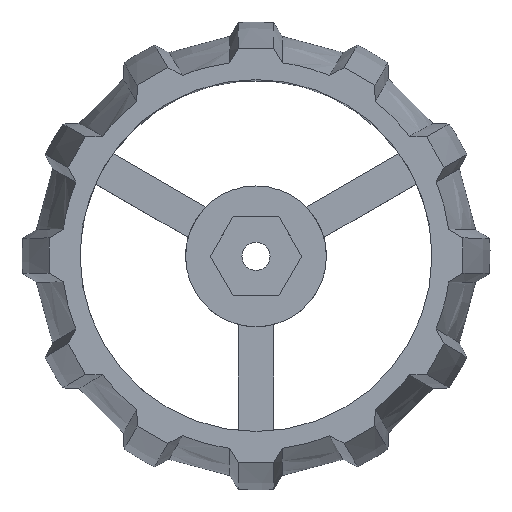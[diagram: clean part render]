
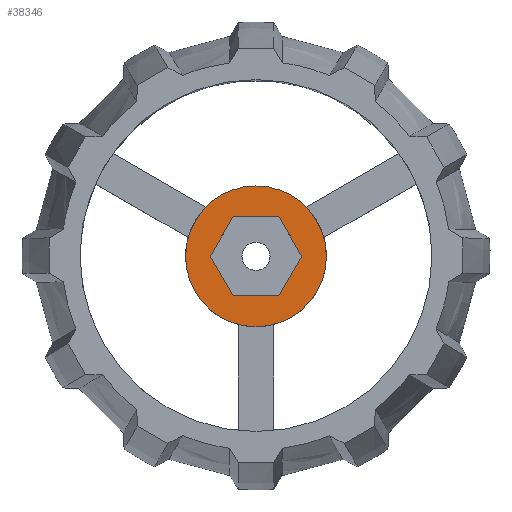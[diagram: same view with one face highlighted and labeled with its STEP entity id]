
A CAD part, top view. The second image highlights one B-rep face of the part: STEP entity #38346.
In plain terms, the highlighted planar face has unit normal (0, 0, 1).
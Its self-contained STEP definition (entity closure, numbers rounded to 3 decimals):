
#2155 = CYLINDRICAL_SURFACE('',#2156,8.);
#2156 = AXIS2_PLACEMENT_3D('',#2157,#2158,#2159);
#2157 = CARTESIAN_POINT('',(0.,0.,0.));
#2158 = DIRECTION('',(0.,0.,1.));
#2159 = DIRECTION('',(1.,0.,0.));
#37679 = VERTEX_POINT('',#37680);
#37680 = CARTESIAN_POINT('',(8.,0.,9.));
#37701 = EDGE_CURVE('',#37679,#37679,#37702,.T.);
#37702 = SURFACE_CURVE('',#37703,(#37708,#37715),.PCURVE_S1.);
#37703 = CIRCLE('',#37704,8.);
#37704 = AXIS2_PLACEMENT_3D('',#37705,#37706,#37707);
#37705 = CARTESIAN_POINT('',(0.,0.,9.));
#37706 = DIRECTION('',(0.,0.,-1.));
#37707 = DIRECTION('',(1.,0.,0.));
#37708 = PCURVE('',#2155,#37709);
#37709 = DEFINITIONAL_REPRESENTATION('',(#37710),#37714);
#37710 = LINE('',#37711,#37712);
#37711 = CARTESIAN_POINT('',(-0.,9.));
#37712 = VECTOR('',#37713,1.);
#37713 = DIRECTION('',(-1.,0.));
#37714 = ( GEOMETRIC_REPRESENTATION_CONTEXT(2) 
PARAMETRIC_REPRESENTATION_CONTEXT() REPRESENTATION_CONTEXT('2D SPACE',''
  ) );
#37715 = PCURVE('',#37716,#37721);
#37716 = PLANE('',#37717);
#37717 = AXIS2_PLACEMENT_3D('',#37718,#37719,#37720);
#37718 = CARTESIAN_POINT('',(0.,0.,9.));
#37719 = DIRECTION('',(0.,0.,-1.));
#37720 = DIRECTION('',(1.,0.,0.));
#37721 = DEFINITIONAL_REPRESENTATION('',(#37722),#37726);
#37722 = CIRCLE('',#37723,8.);
#37723 = AXIS2_PLACEMENT_2D('',#37724,#37725);
#37724 = CARTESIAN_POINT('',(0.,0.));
#37725 = DIRECTION('',(1.,0.));
#37726 = ( GEOMETRIC_REPRESENTATION_CONTEXT(2) 
PARAMETRIC_REPRESENTATION_CONTEXT() REPRESENTATION_CONTEXT('2D SPACE',''
  ) );
#38346 = ADVANCED_FACE('',(#38347,#38350),#37716,.F.);
#38347 = FACE_BOUND('',#38348,.F.);
#38348 = EDGE_LOOP('',(#38349));
#38349 = ORIENTED_EDGE('',*,*,#37701,.T.);
#38350 = FACE_BOUND('',#38351,.F.);
#38351 = EDGE_LOOP('',(#38352,#38382,#38410,#38438,#38466,#38494));
#38352 = ORIENTED_EDGE('',*,*,#38353,.T.);
#38353 = EDGE_CURVE('',#38354,#38356,#38358,.T.);
#38354 = VERTEX_POINT('',#38355);
#38355 = CARTESIAN_POINT('',(-2.6,-4.503,9.));
#38356 = VERTEX_POINT('',#38357);
#38357 = CARTESIAN_POINT('',(2.6,-4.503,9.));
#38358 = SURFACE_CURVE('',#38359,(#38363,#38370),.PCURVE_S1.);
#38359 = LINE('',#38360,#38361);
#38360 = CARTESIAN_POINT('',(-2.6,-4.503,9.));
#38361 = VECTOR('',#38362,1.);
#38362 = DIRECTION('',(1.,0.,0.));
#38363 = PCURVE('',#37716,#38364);
#38364 = DEFINITIONAL_REPRESENTATION('',(#38365),#38369);
#38365 = LINE('',#38366,#38367);
#38366 = CARTESIAN_POINT('',(-2.6,4.503));
#38367 = VECTOR('',#38368,1.);
#38368 = DIRECTION('',(1.,0.));
#38369 = ( GEOMETRIC_REPRESENTATION_CONTEXT(2) 
PARAMETRIC_REPRESENTATION_CONTEXT() REPRESENTATION_CONTEXT('2D SPACE',''
  ) );
#38370 = PCURVE('',#38371,#38376);
#38371 = PLANE('',#38372);
#38372 = AXIS2_PLACEMENT_3D('',#38373,#38374,#38375);
#38373 = CARTESIAN_POINT('',(-2.6,-4.503,9.));
#38374 = DIRECTION('',(0.,-1.,0.));
#38375 = DIRECTION('',(1.,0.,0.));
#38376 = DEFINITIONAL_REPRESENTATION('',(#38377),#38381);
#38377 = LINE('',#38378,#38379);
#38378 = CARTESIAN_POINT('',(0.,0.));
#38379 = VECTOR('',#38380,1.);
#38380 = DIRECTION('',(1.,0.));
#38381 = ( GEOMETRIC_REPRESENTATION_CONTEXT(2) 
PARAMETRIC_REPRESENTATION_CONTEXT() REPRESENTATION_CONTEXT('2D SPACE',''
  ) );
#38382 = ORIENTED_EDGE('',*,*,#38383,.T.);
#38383 = EDGE_CURVE('',#38356,#38384,#38386,.T.);
#38384 = VERTEX_POINT('',#38385);
#38385 = CARTESIAN_POINT('',(5.2,0.,9.));
#38386 = SURFACE_CURVE('',#38387,(#38391,#38398),.PCURVE_S1.);
#38387 = LINE('',#38388,#38389);
#38388 = CARTESIAN_POINT('',(2.6,-4.503,9.));
#38389 = VECTOR('',#38390,1.);
#38390 = DIRECTION('',(0.5,0.866,0.));
#38391 = PCURVE('',#37716,#38392);
#38392 = DEFINITIONAL_REPRESENTATION('',(#38393),#38397);
#38393 = LINE('',#38394,#38395);
#38394 = CARTESIAN_POINT('',(2.6,4.503));
#38395 = VECTOR('',#38396,1.);
#38396 = DIRECTION('',(0.5,-0.866));
#38397 = ( GEOMETRIC_REPRESENTATION_CONTEXT(2) 
PARAMETRIC_REPRESENTATION_CONTEXT() REPRESENTATION_CONTEXT('2D SPACE',''
  ) );
#38398 = PCURVE('',#38399,#38404);
#38399 = PLANE('',#38400);
#38400 = AXIS2_PLACEMENT_3D('',#38401,#38402,#38403);
#38401 = CARTESIAN_POINT('',(2.6,-4.503,9.));
#38402 = DIRECTION('',(0.866,-0.5,0.));
#38403 = DIRECTION('',(0.5,0.866,0.));
#38404 = DEFINITIONAL_REPRESENTATION('',(#38405),#38409);
#38405 = LINE('',#38406,#38407);
#38406 = CARTESIAN_POINT('',(0.,0.));
#38407 = VECTOR('',#38408,1.);
#38408 = DIRECTION('',(1.,0.));
#38409 = ( GEOMETRIC_REPRESENTATION_CONTEXT(2) 
PARAMETRIC_REPRESENTATION_CONTEXT() REPRESENTATION_CONTEXT('2D SPACE',''
  ) );
#38410 = ORIENTED_EDGE('',*,*,#38411,.T.);
#38411 = EDGE_CURVE('',#38384,#38412,#38414,.T.);
#38412 = VERTEX_POINT('',#38413);
#38413 = CARTESIAN_POINT('',(2.6,4.503,9.));
#38414 = SURFACE_CURVE('',#38415,(#38419,#38426),.PCURVE_S1.);
#38415 = LINE('',#38416,#38417);
#38416 = CARTESIAN_POINT('',(5.2,0.,9.));
#38417 = VECTOR('',#38418,1.);
#38418 = DIRECTION('',(-0.5,0.866,0.));
#38419 = PCURVE('',#37716,#38420);
#38420 = DEFINITIONAL_REPRESENTATION('',(#38421),#38425);
#38421 = LINE('',#38422,#38423);
#38422 = CARTESIAN_POINT('',(5.2,0.));
#38423 = VECTOR('',#38424,1.);
#38424 = DIRECTION('',(-0.5,-0.866));
#38425 = ( GEOMETRIC_REPRESENTATION_CONTEXT(2) 
PARAMETRIC_REPRESENTATION_CONTEXT() REPRESENTATION_CONTEXT('2D SPACE',''
  ) );
#38426 = PCURVE('',#38427,#38432);
#38427 = PLANE('',#38428);
#38428 = AXIS2_PLACEMENT_3D('',#38429,#38430,#38431);
#38429 = CARTESIAN_POINT('',(5.2,0.,9.));
#38430 = DIRECTION('',(0.866,0.5,0.));
#38431 = DIRECTION('',(-0.5,0.866,0.));
#38432 = DEFINITIONAL_REPRESENTATION('',(#38433),#38437);
#38433 = LINE('',#38434,#38435);
#38434 = CARTESIAN_POINT('',(0.,0.));
#38435 = VECTOR('',#38436,1.);
#38436 = DIRECTION('',(1.,0.));
#38437 = ( GEOMETRIC_REPRESENTATION_CONTEXT(2) 
PARAMETRIC_REPRESENTATION_CONTEXT() REPRESENTATION_CONTEXT('2D SPACE',''
  ) );
#38438 = ORIENTED_EDGE('',*,*,#38439,.T.);
#38439 = EDGE_CURVE('',#38412,#38440,#38442,.T.);
#38440 = VERTEX_POINT('',#38441);
#38441 = CARTESIAN_POINT('',(-2.6,4.503,9.));
#38442 = SURFACE_CURVE('',#38443,(#38447,#38454),.PCURVE_S1.);
#38443 = LINE('',#38444,#38445);
#38444 = CARTESIAN_POINT('',(2.6,4.503,9.));
#38445 = VECTOR('',#38446,1.);
#38446 = DIRECTION('',(-1.,0.,0.));
#38447 = PCURVE('',#37716,#38448);
#38448 = DEFINITIONAL_REPRESENTATION('',(#38449),#38453);
#38449 = LINE('',#38450,#38451);
#38450 = CARTESIAN_POINT('',(2.6,-4.503));
#38451 = VECTOR('',#38452,1.);
#38452 = DIRECTION('',(-1.,0.));
#38453 = ( GEOMETRIC_REPRESENTATION_CONTEXT(2) 
PARAMETRIC_REPRESENTATION_CONTEXT() REPRESENTATION_CONTEXT('2D SPACE',''
  ) );
#38454 = PCURVE('',#38455,#38460);
#38455 = PLANE('',#38456);
#38456 = AXIS2_PLACEMENT_3D('',#38457,#38458,#38459);
#38457 = CARTESIAN_POINT('',(2.6,4.503,9.));
#38458 = DIRECTION('',(-0.,1.,0.));
#38459 = DIRECTION('',(-1.,0.,0.));
#38460 = DEFINITIONAL_REPRESENTATION('',(#38461),#38465);
#38461 = LINE('',#38462,#38463);
#38462 = CARTESIAN_POINT('',(0.,0.));
#38463 = VECTOR('',#38464,1.);
#38464 = DIRECTION('',(1.,0.));
#38465 = ( GEOMETRIC_REPRESENTATION_CONTEXT(2) 
PARAMETRIC_REPRESENTATION_CONTEXT() REPRESENTATION_CONTEXT('2D SPACE',''
  ) );
#38466 = ORIENTED_EDGE('',*,*,#38467,.T.);
#38467 = EDGE_CURVE('',#38440,#38468,#38470,.T.);
#38468 = VERTEX_POINT('',#38469);
#38469 = CARTESIAN_POINT('',(-5.2,0.,9.));
#38470 = SURFACE_CURVE('',#38471,(#38475,#38482),.PCURVE_S1.);
#38471 = LINE('',#38472,#38473);
#38472 = CARTESIAN_POINT('',(-2.6,4.503,9.));
#38473 = VECTOR('',#38474,1.);
#38474 = DIRECTION('',(-0.5,-0.866,0.));
#38475 = PCURVE('',#37716,#38476);
#38476 = DEFINITIONAL_REPRESENTATION('',(#38477),#38481);
#38477 = LINE('',#38478,#38479);
#38478 = CARTESIAN_POINT('',(-2.6,-4.503));
#38479 = VECTOR('',#38480,1.);
#38480 = DIRECTION('',(-0.5,0.866));
#38481 = ( GEOMETRIC_REPRESENTATION_CONTEXT(2) 
PARAMETRIC_REPRESENTATION_CONTEXT() REPRESENTATION_CONTEXT('2D SPACE',''
  ) );
#38482 = PCURVE('',#38483,#38488);
#38483 = PLANE('',#38484);
#38484 = AXIS2_PLACEMENT_3D('',#38485,#38486,#38487);
#38485 = CARTESIAN_POINT('',(-2.6,4.503,9.));
#38486 = DIRECTION('',(-0.866,0.5,0.));
#38487 = DIRECTION('',(-0.5,-0.866,0.));
#38488 = DEFINITIONAL_REPRESENTATION('',(#38489),#38493);
#38489 = LINE('',#38490,#38491);
#38490 = CARTESIAN_POINT('',(0.,0.));
#38491 = VECTOR('',#38492,1.);
#38492 = DIRECTION('',(1.,0.));
#38493 = ( GEOMETRIC_REPRESENTATION_CONTEXT(2) 
PARAMETRIC_REPRESENTATION_CONTEXT() REPRESENTATION_CONTEXT('2D SPACE',''
  ) );
#38494 = ORIENTED_EDGE('',*,*,#38495,.T.);
#38495 = EDGE_CURVE('',#38468,#38354,#38496,.T.);
#38496 = SURFACE_CURVE('',#38497,(#38501,#38508),.PCURVE_S1.);
#38497 = LINE('',#38498,#38499);
#38498 = CARTESIAN_POINT('',(-5.2,0.,9.));
#38499 = VECTOR('',#38500,1.);
#38500 = DIRECTION('',(0.5,-0.866,0.));
#38501 = PCURVE('',#37716,#38502);
#38502 = DEFINITIONAL_REPRESENTATION('',(#38503),#38507);
#38503 = LINE('',#38504,#38505);
#38504 = CARTESIAN_POINT('',(-5.2,0.));
#38505 = VECTOR('',#38506,1.);
#38506 = DIRECTION('',(0.5,0.866));
#38507 = ( GEOMETRIC_REPRESENTATION_CONTEXT(2) 
PARAMETRIC_REPRESENTATION_CONTEXT() REPRESENTATION_CONTEXT('2D SPACE',''
  ) );
#38508 = PCURVE('',#38509,#38514);
#38509 = PLANE('',#38510);
#38510 = AXIS2_PLACEMENT_3D('',#38511,#38512,#38513);
#38511 = CARTESIAN_POINT('',(-5.2,0.,9.));
#38512 = DIRECTION('',(-0.866,-0.5,0.));
#38513 = DIRECTION('',(0.5,-0.866,0.));
#38514 = DEFINITIONAL_REPRESENTATION('',(#38515),#38519);
#38515 = LINE('',#38516,#38517);
#38516 = CARTESIAN_POINT('',(0.,0.));
#38517 = VECTOR('',#38518,1.);
#38518 = DIRECTION('',(1.,0.));
#38519 = ( GEOMETRIC_REPRESENTATION_CONTEXT(2) 
PARAMETRIC_REPRESENTATION_CONTEXT() REPRESENTATION_CONTEXT('2D SPACE',''
  ) );
